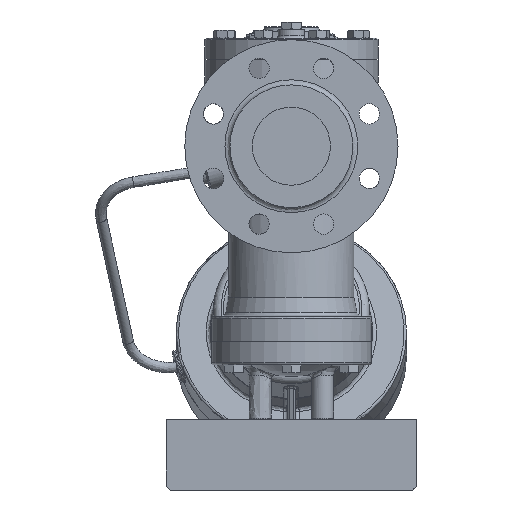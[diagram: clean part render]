
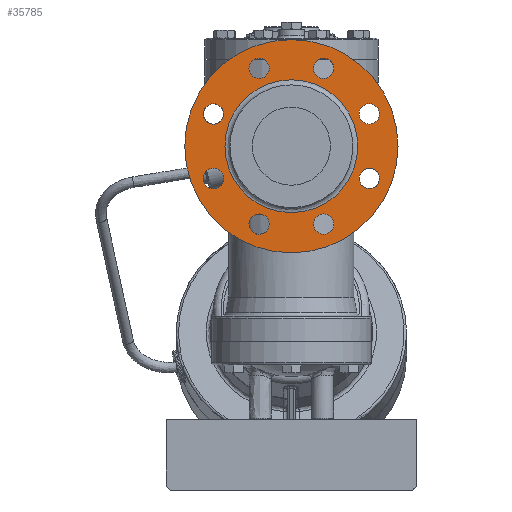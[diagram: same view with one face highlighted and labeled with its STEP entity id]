
A CAD part, left-side view. The second image highlights one B-rep face of the part: STEP entity #35785.
In plain terms, the highlighted planar face has unit normal (-1, 0, 0).
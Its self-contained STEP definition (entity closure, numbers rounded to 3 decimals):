
#35535=CARTESIAN_POINT('',(-349.6,0.,25.5));
#35536=VERTEX_POINT('',#35535);
#35537=CARTESIAN_POINT('',(-349.6,0.0,-111.));
#35538=DIRECTION('',(1.0,0.0,0.0));
#35539=DIRECTION('',(0.0,0.0,-1.0));
#35540=AXIS2_PLACEMENT_3D('',#35537,#35538,#35539);
#35541=CIRCLE('',#35540,136.5);
#35542=EDGE_CURVE('',#35536,#35536,#35541,.T.);
#35674=CARTESIAN_POINT('',(-349.6,0.,-26.));
#35675=VERTEX_POINT('',#35674);
#35676=CARTESIAN_POINT('',(-349.6,0.0,-111.));
#35677=DIRECTION('',(-1.0,0.0,0.0));
#35678=DIRECTION('',(0.0,0.0,-1.0));
#35679=AXIS2_PLACEMENT_3D('',#35676,#35677,#35678);
#35680=CIRCLE('',#35679,85.0);
#35681=EDGE_CURVE('',#35675,#35675,#35680,.T.);
#35686=CARTESIAN_POINT('',(-349.6,0.0,-111.));
#35687=DIRECTION('',(1.0,0.0,0.0));
#35688=DIRECTION('',(0.0,0.0,-1.0));
#35689=AXIS2_PLACEMENT_3D('',#35686,#35687,#35688);
#35690=PLANE('',#35689);
#35691=ORIENTED_EDGE('',*,*,#35542,.F.);
#35692=EDGE_LOOP('',(#35691));
#35693=FACE_OUTER_BOUND('',#35692,.T.);
#35694=CARTESIAN_POINT('',(-349.6,99.733,-56.689));
#35695=VERTEX_POINT('',#35694);
#35696=CARTESIAN_POINT('',(-349.6,99.733,-69.689));
#35697=DIRECTION('',(-1.0,0.0,0.0));
#35698=DIRECTION('',(0.0,0.707,0.707));
#35699=AXIS2_PLACEMENT_3D('',#35696,#35697,#35698);
#35700=CIRCLE('',#35699,13.0);
#35701=EDGE_CURVE('',#35695,#35695,#35700,.T.);
#35702=ORIENTED_EDGE('',*,*,#35701,.F.);
#35703=EDGE_LOOP('',(#35702));
#35704=FACE_BOUND('',#35703,.T.);
#35705=CARTESIAN_POINT('',(-349.6,99.733,-139.311));
#35706=VERTEX_POINT('',#35705);
#35707=CARTESIAN_POINT('',(-349.6,99.733,-152.311));
#35708=DIRECTION('',(-1.0,0.0,0.0));
#35709=DIRECTION('',(0.0,1.0,0.0));
#35710=AXIS2_PLACEMENT_3D('',#35707,#35708,#35709);
#35711=CIRCLE('',#35710,13.0);
#35712=EDGE_CURVE('',#35706,#35706,#35711,.T.);
#35713=ORIENTED_EDGE('',*,*,#35712,.F.);
#35714=EDGE_LOOP('',(#35713));
#35715=FACE_BOUND('',#35714,.T.);
#35716=CARTESIAN_POINT('',(-349.6,41.311,-197.733));
#35717=VERTEX_POINT('',#35716);
#35718=CARTESIAN_POINT('',(-349.6,41.311,-210.733));
#35719=DIRECTION('',(-1.0,0.0,0.0));
#35720=DIRECTION('',(0.0,0.707,-0.707));
#35721=AXIS2_PLACEMENT_3D('',#35718,#35719,#35720);
#35722=CIRCLE('',#35721,13.0);
#35723=EDGE_CURVE('',#35717,#35717,#35722,.T.);
#35724=ORIENTED_EDGE('',*,*,#35723,.F.);
#35725=EDGE_LOOP('',(#35724));
#35726=FACE_BOUND('',#35725,.T.);
#35727=CARTESIAN_POINT('',(-349.6,-41.311,-197.733));
#35728=VERTEX_POINT('',#35727);
#35729=CARTESIAN_POINT('',(-349.6,-41.311,-210.733));
#35730=DIRECTION('',(-1.0,0.0,0.0));
#35731=DIRECTION('',(0.0,0.0,-1.0));
#35732=AXIS2_PLACEMENT_3D('',#35729,#35730,#35731);
#35733=CIRCLE('',#35732,13.0);
#35734=EDGE_CURVE('',#35728,#35728,#35733,.T.);
#35735=ORIENTED_EDGE('',*,*,#35734,.F.);
#35736=EDGE_LOOP('',(#35735));
#35737=FACE_BOUND('',#35736,.T.);
#35738=CARTESIAN_POINT('',(-349.6,-99.733,-139.311));
#35739=VERTEX_POINT('',#35738);
#35740=CARTESIAN_POINT('',(-349.6,-99.733,-152.311));
#35741=DIRECTION('',(-1.,0.0,0.0));
#35742=DIRECTION('',(0.0,-0.707,-0.707));
#35743=AXIS2_PLACEMENT_3D('',#35740,#35741,#35742);
#35744=CIRCLE('',#35743,13.0);
#35745=EDGE_CURVE('',#35739,#35739,#35744,.T.);
#35746=ORIENTED_EDGE('',*,*,#35745,.F.);
#35747=EDGE_LOOP('',(#35746));
#35748=FACE_BOUND('',#35747,.T.);
#35749=CARTESIAN_POINT('',(-349.6,-99.733,-56.689));
#35750=VERTEX_POINT('',#35749);
#35751=CARTESIAN_POINT('',(-349.6,-99.733,-69.689));
#35752=DIRECTION('',(-1.0,0.0,0.0));
#35753=DIRECTION('',(0.0,-1.0,0.0));
#35754=AXIS2_PLACEMENT_3D('',#35751,#35752,#35753);
#35755=CIRCLE('',#35754,13.0);
#35756=EDGE_CURVE('',#35750,#35750,#35755,.T.);
#35757=ORIENTED_EDGE('',*,*,#35756,.F.);
#35758=EDGE_LOOP('',(#35757));
#35759=FACE_BOUND('',#35758,.T.);
#35760=CARTESIAN_POINT('',(-349.6,-41.311,1.733));
#35761=VERTEX_POINT('',#35760);
#35762=CARTESIAN_POINT('',(-349.6,-41.311,-11.267));
#35763=DIRECTION('',(-1.,0.0,0.0));
#35764=DIRECTION('',(0.0,-0.707,0.707));
#35765=AXIS2_PLACEMENT_3D('',#35762,#35763,#35764);
#35766=CIRCLE('',#35765,13.0);
#35767=EDGE_CURVE('',#35761,#35761,#35766,.T.);
#35768=ORIENTED_EDGE('',*,*,#35767,.F.);
#35769=EDGE_LOOP('',(#35768));
#35770=FACE_BOUND('',#35769,.T.);
#35771=CARTESIAN_POINT('',(-349.6,41.311,1.733));
#35772=VERTEX_POINT('',#35771);
#35773=CARTESIAN_POINT('',(-349.6,41.311,-11.267));
#35774=DIRECTION('',(-1.0,0.0,0.0));
#35775=DIRECTION('',(0.0,0.0,1.0));
#35776=AXIS2_PLACEMENT_3D('',#35773,#35774,#35775);
#35777=CIRCLE('',#35776,13.0);
#35778=EDGE_CURVE('',#35772,#35772,#35777,.T.);
#35779=ORIENTED_EDGE('',*,*,#35778,.F.);
#35780=EDGE_LOOP('',(#35779));
#35781=FACE_BOUND('',#35780,.T.);
#35782=ORIENTED_EDGE('',*,*,#35681,.F.);
#35783=EDGE_LOOP('',(#35782));
#35784=FACE_BOUND('',#35783,.T.);
#35785=ADVANCED_FACE('',(#35693,#35704,#35715,#35726,#35737,#35748,#35759,#35770,#35781,#35784),#35690,.F.);
